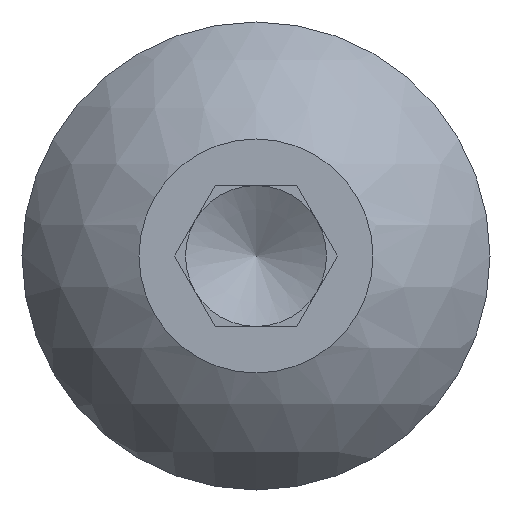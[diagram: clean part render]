
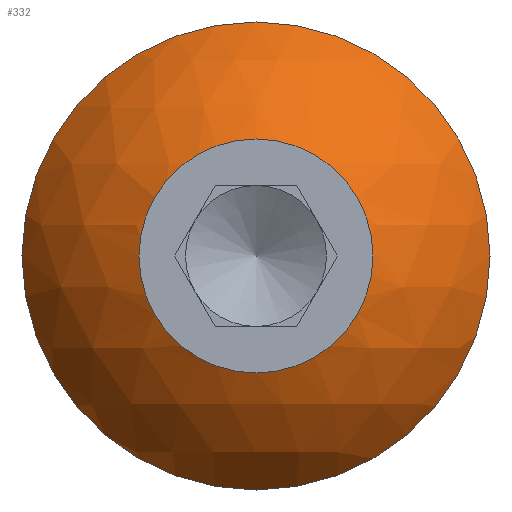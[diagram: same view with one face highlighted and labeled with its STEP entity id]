
A CAD part, left-side view. The second image highlights one B-rep face of the part: STEP entity #332.
In plain terms, the highlighted spherical face has radius 4.584 mm.
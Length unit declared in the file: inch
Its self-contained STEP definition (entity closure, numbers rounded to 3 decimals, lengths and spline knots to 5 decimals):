
#17=SPHERICAL_SURFACE('',#379,0.18048);
#19=FACE_BOUND('',#58,.T.);
#36=FACE_OUTER_BOUND('',#57,.T.);
#57=EDGE_LOOP('',(#272,#273));
#58=EDGE_LOOP('',(#274));
#128=CIRCLE('',#372,0.078);
#129=CIRCLE('',#380,0.156);
#130=CIRCLE('',#381,0.156);
#153=VERTEX_POINT('',#541);
#159=VERTEX_POINT('',#567);
#160=VERTEX_POINT('',#568);
#188=EDGE_CURVE('',#153,#153,#128,.T.);
#201=EDGE_CURVE('',#159,#160,#129,.T.);
#202=EDGE_CURVE('',#160,#159,#130,.T.);
#272=ORIENTED_EDGE('',*,*,#201,.T.);
#273=ORIENTED_EDGE('',*,*,#202,.T.);
#274=ORIENTED_EDGE('',*,*,#188,.F.);
#332=ADVANCED_FACE('',(#36,#19),#17,.T.);
#372=AXIS2_PLACEMENT_3D('',#542,#437,#438);
#379=AXIS2_PLACEMENT_3D('',#566,#463,#464);
#380=AXIS2_PLACEMENT_3D('',#569,#465,#466);
#381=AXIS2_PLACEMENT_3D('',#570,#467,#468);
#437=DIRECTION('center_axis',(-1.,0.,0.));
#438=DIRECTION('ref_axis',(0.,0.,1.));
#463=DIRECTION('center_axis',(0.,0.,1.));
#464=DIRECTION('ref_axis',(-1.,0.001,0.));
#465=DIRECTION('center_axis',(-1.,0.,0.));
#466=DIRECTION('ref_axis',(0.,0.,1.));
#467=DIRECTION('center_axis',(-1.,0.,0.));
#468=DIRECTION('ref_axis',(0.,0.,1.));
#541=CARTESIAN_POINT('',(0.,0.078,0.));
#542=CARTESIAN_POINT('Origin',(0.,0.,0.));
#566=CARTESIAN_POINT('Origin',(0.16275,0.,0.));
#567=CARTESIAN_POINT('',(0.072,0.,0.156));
#568=CARTESIAN_POINT('',(0.072,0.,-0.156));
#569=CARTESIAN_POINT('Origin',(0.072,0.,0.));
#570=CARTESIAN_POINT('Origin',(0.072,0.,0.));
